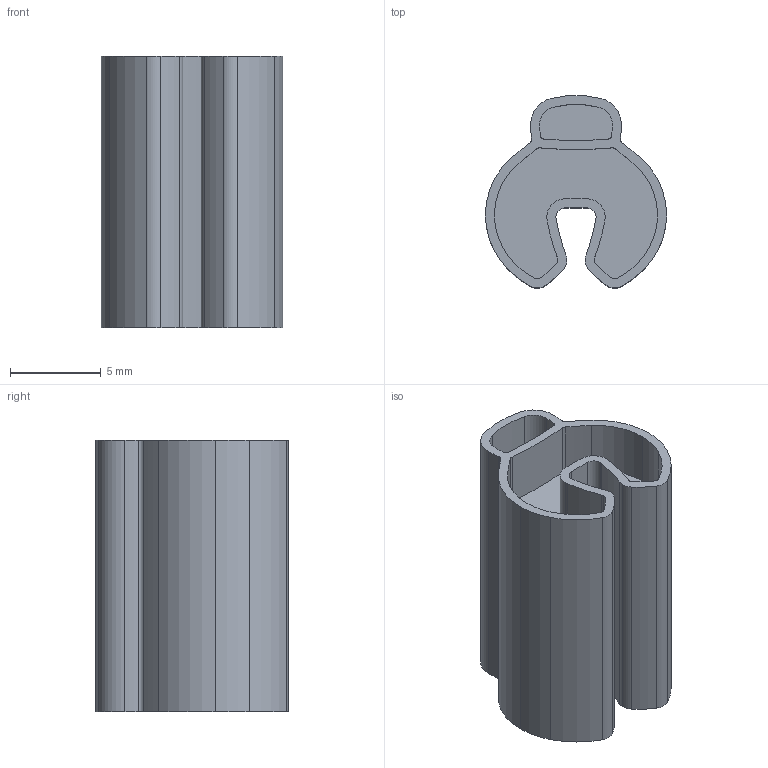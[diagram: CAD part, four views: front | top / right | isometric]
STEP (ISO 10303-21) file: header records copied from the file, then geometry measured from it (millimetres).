
FILE_DESCRIPTION(('SolidDesigner STEP Export'),'2;1');
FILE_NAME('1013054_PATG_4_15-select.stp','2010-07-13T13:57:37',(''),(''),'CoCreate Modeling STEP processor for AP214 (Solid Model)','CoCreate Modeling 16.00A 16-Aug-2008 (C) Parametric Technology GmbH','');
FILE_SCHEMA(('AUTOMOTIVE_DESIGN { 1 0 10303 214 1 1 1 1 }'));
Length unit declared in the file: millimetre
Products named in the file (2): 1013054_PATG_4_15-select
Assembly tree (1 placements, depth 2):
  1013054_PATG_4_15-select
    1013054_PATG_4_15-select
Bounding box: 10 x 10.61 x 15 mm (x, y, z)
Volume: 775.4 mm3; surface area: 1038.8 mm2
Topology: 1 solids, 1 shells, 106 faces, 300 edges, 200 vertices
Faces by surface type: cylinder 100, plane 6
Entity records: 3565 total; most frequent: ORIENTED_EDGE 600, DIRECTION 596, CARTESIAN_POINT 548, EDGE_CURVE 300, AXIS2_PLACEMENT_3D 248, VERTEX_POINT 200, CIRCLE 160, EDGE_LOOP 110
